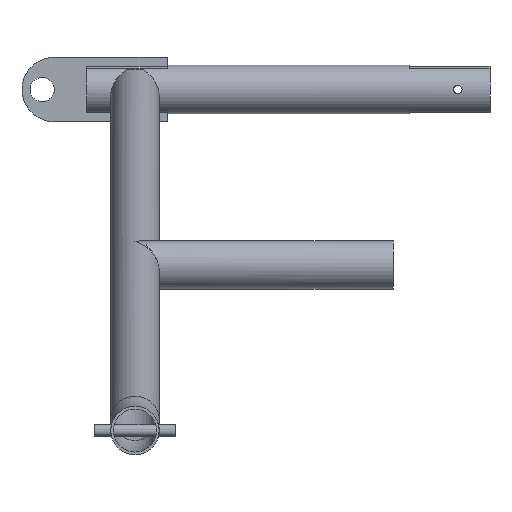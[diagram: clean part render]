
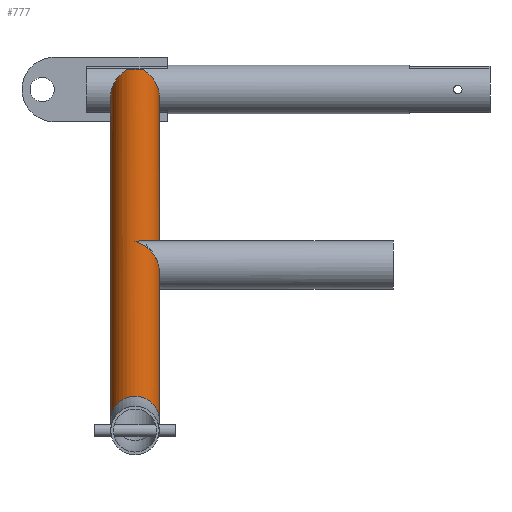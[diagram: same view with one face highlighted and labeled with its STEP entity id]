
A CAD part, front view. The second image highlights one B-rep face of the part: STEP entity #777.
In plain terms, the highlighted cylindrical face has radius 19.05 mm (diameter 38.1 mm), a full revolution.
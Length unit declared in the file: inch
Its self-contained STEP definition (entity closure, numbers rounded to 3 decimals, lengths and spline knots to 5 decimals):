
#134=ELLIPSE('',#874,1.06066,0.75);
#135=ELLIPSE('',#876,1.06066,0.75);
#155=CYLINDRICAL_SURFACE('',#872,0.75);
#180=FACE_BOUND('',#268,.T.);
#212=FACE_OUTER_BOUND('',#267,.T.);
#267=EDGE_LOOP('',(#549,#550,#551,#552));
#268=EDGE_LOOP('',(#553));
#344=CIRCLE('',#871,0.75);
#345=CIRCLE('',#873,0.75);
#346=CIRCLE('',#875,0.75);
#380=VERTEX_POINT('',#1343);
#381=VERTEX_POINT('',#1346);
#382=VERTEX_POINT('',#1347);
#383=VERTEX_POINT('',#1349);
#384=VERTEX_POINT('',#1351);
#452=EDGE_CURVE('',#380,#380,#344,.T.);
#453=EDGE_CURVE('',#381,#382,#345,.T.);
#454=EDGE_CURVE('',#383,#382,#134,.T.);
#455=EDGE_CURVE('',#383,#384,#346,.T.);
#456=EDGE_CURVE('',#384,#381,#135,.T.);
#549=ORIENTED_EDGE('',*,*,#453,.T.);
#550=ORIENTED_EDGE('',*,*,#454,.F.);
#551=ORIENTED_EDGE('',*,*,#455,.T.);
#552=ORIENTED_EDGE('',*,*,#456,.T.);
#553=ORIENTED_EDGE('',*,*,#452,.T.);
#777=ADVANCED_FACE('',(#212,#180),#155,.T.);
#871=AXIS2_PLACEMENT_3D('',#1344,#974,#975);
#872=AXIS2_PLACEMENT_3D('',#1345,#976,#977);
#873=AXIS2_PLACEMENT_3D('',#1348,#978,#979);
#874=AXIS2_PLACEMENT_3D('',#1350,#980,#981);
#875=AXIS2_PLACEMENT_3D('',#1352,#982,#983);
#876=AXIS2_PLACEMENT_3D('',#1353,#984,#985);
#974=DIRECTION('center_axis',(0.,0.966,0.259));
#975=DIRECTION('ref_axis',(0.,0.259,-0.966));
#976=DIRECTION('center_axis',(0.,0.966,0.259));
#977=DIRECTION('ref_axis',(0.,-0.259,0.966));
#978=DIRECTION('center_axis',(0.,-0.966,-0.259));
#979=DIRECTION('ref_axis',(0.,0.259,-0.966));
#980=DIRECTION('center_axis',(0.707,0.683,0.183));
#981=DIRECTION('ref_axis',(0.707,-0.683,-0.183));
#982=DIRECTION('center_axis',(0.,-0.966,-0.259));
#983=DIRECTION('ref_axis',(0.,-0.259,0.966));
#984=DIRECTION('center_axis',(0.707,-0.683,-0.183));
#985=DIRECTION('ref_axis',(-0.707,-0.683,-0.183));
#1343=CARTESIAN_POINT('',(0.,12.7823,-0.3837));
#1344=CARTESIAN_POINT('Origin',(0.,12.58819,0.34074));
#1345=CARTESIAN_POINT('Origin',(0.,12.58819,0.34074));
#1346=CARTESIAN_POINT('',(-0.25882,50.68219,9.81924));
#1347=CARTESIAN_POINT('',(0.25882,50.68219,9.81924));
#1348=CARTESIAN_POINT('Origin',(0.,50.5,10.49918));
#1349=CARTESIAN_POINT('',(0.25882,50.31781,11.17912));
#1350=CARTESIAN_POINT('Origin',(0.,50.75,10.56617));
#1351=CARTESIAN_POINT('',(-0.25882,50.31781,11.17912));
#1352=CARTESIAN_POINT('Origin',(0.,50.5,10.49918));
#1353=CARTESIAN_POINT('Origin',(0.,50.75,10.56617));
